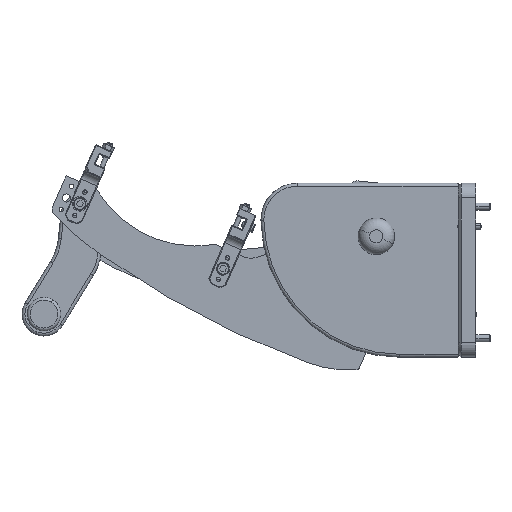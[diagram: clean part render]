
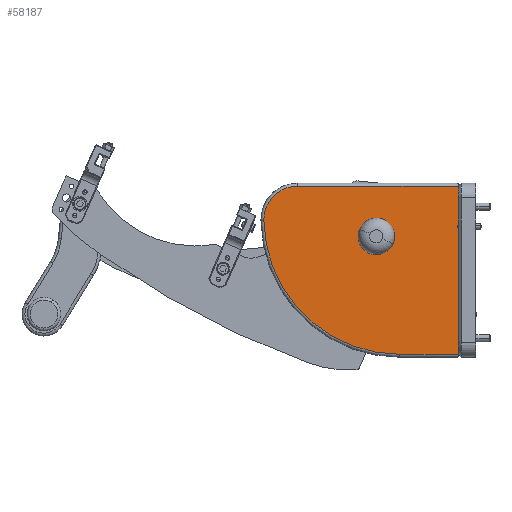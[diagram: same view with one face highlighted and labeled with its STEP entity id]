
A CAD part, left-side view. The second image highlights one B-rep face of the part: STEP entity #58187.
In plain terms, the highlighted face is planar.
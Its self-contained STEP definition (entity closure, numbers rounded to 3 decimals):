
#3034 = ORIENTED_EDGE ( 'NONE', *, *, #17648, .T. ) ;
#3116 = DIRECTION ( 'NONE',  ( 1., 0., 0. ) ) ;
#9703 = CARTESIAN_POINT ( 'NONE',  ( -110., 2., -12. ) ) ;
#10437 = AXIS2_PLACEMENT_3D ( 'NONE', #26649, #41090, #3116 ) ;
#11443 = EDGE_CURVE ( 'NONE', #30629, #22041, #24003, .T. ) ;
#14851 = CARTESIAN_POINT ( 'NONE',  ( 0., 2., -12. ) ) ;
#16303 = DIRECTION ( 'NONE',  ( 0., 1., 0. ) ) ;
#16354 = DIRECTION ( 'NONE',  ( 1., 0., 0. ) ) ;
#16728 = CARTESIAN_POINT ( 'NONE',  ( 0., 0., -12. ) ) ;
#17648 = EDGE_CURVE ( 'NONE', #30154, #30629, #45593, .T. ) ;
#19361 = CARTESIAN_POINT ( 'NONE',  ( -40., 117., -12. ) ) ;
#19624 = CARTESIAN_POINT ( 'NONE',  ( 0., 117., -12. ) ) ;
#22041 = VERTEX_POINT ( 'NONE', #19624 ) ;
#22447 = ORIENTED_EDGE ( 'NONE', *, *, #25017, .F. ) ;
#22739 = VECTOR ( 'NONE', #16303, 1000. ) ;
#23691 = AXIS2_PLACEMENT_3D ( 'NONE', #49890, #31331, #16354 ) ;
#24003 = LINE ( 'NONE', #49619, #43497 ) ;
#24502 = CARTESIAN_POINT ( 'NONE',  ( -40., 23.993, -12. ) ) ;
#25017 = EDGE_CURVE ( 'NONE', #38805, #22041, #59451, .T. ) ;
#25702 = FACE_OUTER_BOUND ( 'NONE', #45818, .T. ) ;
#26649 = CARTESIAN_POINT ( 'NONE',  ( -40., 23.993, -12. ) ) ;
#27012 = ORIENTED_EDGE ( 'NONE', *, *, #36227, .T. ) ;
#27904 = VERTEX_POINT ( 'NONE', #49167 ) ;
#28035 = VECTOR ( 'NONE', #28691, 1000. ) ;
#28314 = CARTESIAN_POINT ( 'NONE',  ( -132.998, 25.331, -12. ) ) ;
#28691 = DIRECTION ( 'NONE',  ( -1., 0., 0. ) ) ;
#30154 = VERTEX_POINT ( 'NONE', #28314 ) ;
#30539 = CIRCLE ( 'NONE', #23691, 23. ) ;
#30629 = VERTEX_POINT ( 'NONE', #19361 ) ;
#31331 = DIRECTION ( 'NONE',  ( 0., 0., -1. ) ) ;
#34032 = LINE ( 'NONE', #9703, #28035 ) ;
#34825 = DIRECTION ( 'NONE',  ( 1., 0., 0. ) ) ;
#36227 = EDGE_CURVE ( 'NONE', #27904, #30154, #30539, .T. ) ;
#37082 = PLANE ( 'NONE',  #10437 ) ;
#38038 = AXIS2_PLACEMENT_3D ( 'NONE', #24502, #48774, #43767 ) ;
#38805 = VERTEX_POINT ( 'NONE', #14851 ) ;
#41090 = DIRECTION ( 'NONE',  ( 0., 0., 1. ) ) ;
#43497 = VECTOR ( 'NONE', #34825, 1000. ) ;
#43767 = DIRECTION ( 'NONE',  ( 1., 0., 0. ) ) ;
#45593 = CIRCLE ( 'NONE', #38038, 93.007 ) ;
#45765 = EDGE_CURVE ( 'NONE', #38805, #27904, #34032, .T. ) ;
#45818 = EDGE_LOOP ( 'NONE', ( #22447, #55305, #27012, #3034, #61190 ) ) ;
#48774 = DIRECTION ( 'NONE',  ( 0., 0., -1. ) ) ;
#49167 = CARTESIAN_POINT ( 'NONE',  ( -110., 2., -12. ) ) ;
#49619 = CARTESIAN_POINT ( 'NONE',  ( -0.6, 117., -12. ) ) ;
#49890 = CARTESIAN_POINT ( 'NONE',  ( -110., 25., -12. ) ) ;
#55305 = ORIENTED_EDGE ( 'NONE', *, *, #45765, .T. ) ;
#58187 = ADVANCED_FACE ( 'NONE', ( #25702 ), #37082, .F. ) ;
#59451 = LINE ( 'NONE', #16728, #22739 ) ;
#61190 = ORIENTED_EDGE ( 'NONE', *, *, #11443, .T. ) ;
